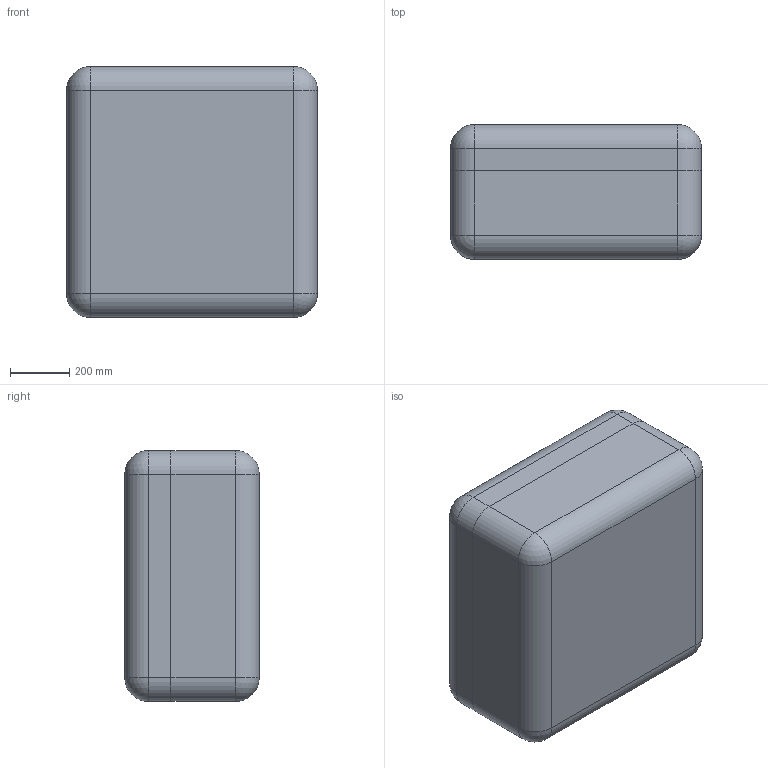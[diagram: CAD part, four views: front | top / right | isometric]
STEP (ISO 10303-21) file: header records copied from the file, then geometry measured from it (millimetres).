
FILE_DESCRIPTION (( 'STEP AP214' ), '1' );
FILE_NAME ('Êîíòåéíåð ÀÄÌÈÐÀË®ÏÐÎÔÅÑÑÈÎÍÀËÜÍÛÅ 132_óïðîùåííàÿ 3D-ìîäåëü.STEP', '2025-08-27T11:41:00', ( '' ), ( '' ), 'SwSTEP 2.0', 'SolidWorks 2021', '' );
FILE_SCHEMA (( 'AUTOMOTIVE_DESIGN' ));
Length unit declared in the file: millimetre
Products named in the file (3): base 132A.STEP; Êîíòåéíåð ÀÄÌÈÐÀË®ÏÐÎÔÅÑÑÈÎÍÀËÜÍÛÅ 132_óïðîùåííàÿ 3D-ìîäåëü; Lid 132A.STEP
Assembly tree (2 placements, depth 2):
  Êîíòåéíåð ÀÄÌÈÐÀË®ÏÐÎÔÅÑÑÈÎÍÀËÜÍÛÅ 132_óïðîùåííàÿ 3D-ìîäåëü
    base 132A.STEP
    Lid 132A.STEP
Bounding box: 843.82 x 452.38 x 843.82 mm (x, y, z)
Volume: 124498375.9 mm3; surface area: 6110339.6 mm2
Topology: 2 solids, 2 shells, 1489 faces, 3760 edges, 2160 vertices
Faces by surface type: cylinder 598, plane 311, bspline 288, torus 236, sphere 32, cone 24
Entity records: 56734 total; most frequent: CARTESIAN_POINT 23412, ORIENTED_EDGE 7280, DIRECTION 6792, EDGE_CURVE 3640, AXIS2_PLACEMENT_3D 2694, VERTEX_POINT 2160, EDGE_LOOP 1510, FACE_OUTER_BOUND 1489
